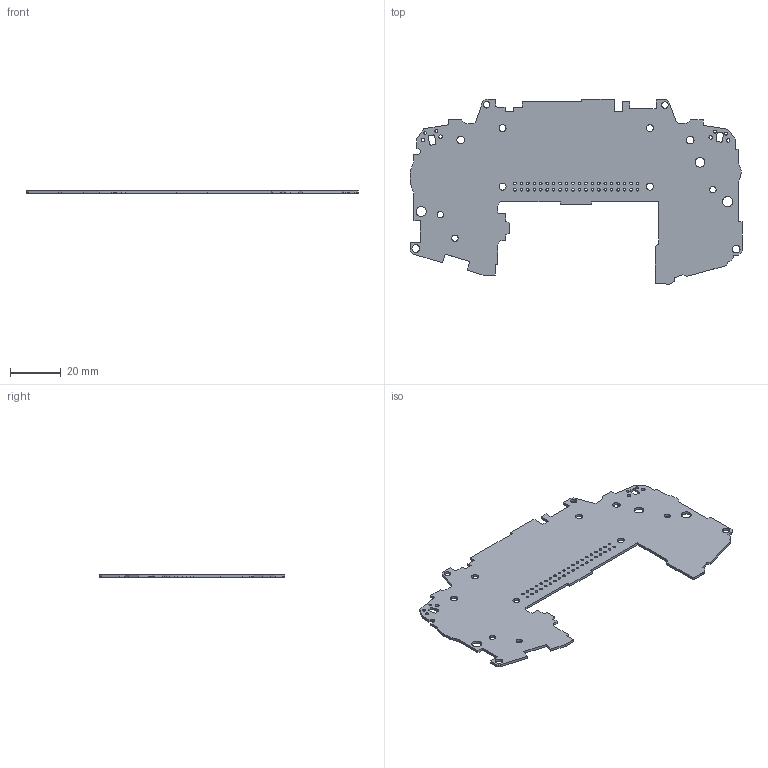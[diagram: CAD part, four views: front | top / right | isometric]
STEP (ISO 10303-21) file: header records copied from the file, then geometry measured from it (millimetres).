
FILE_DESCRIPTION(('KiCad electronic assembly'),'2;1');
FILE_NAME('GBA_EMU.step','2019-04-10T21:07:21',('An Author'),( 'A Company'),'Open CASCADE STEP processor 6.9', 'KiCad to STEP converter','Unknown');
FILE_SCHEMA(('AUTOMOTIVE_DESIGN { 1 0 10303 214 1 1 1 1 }'));
Length unit declared in the file: millimetre
Products named in the file (2): Open CASCADE STEP translator 6.9 1; COMPOUND
Assembly tree (1 placements, depth 2):
  Open CASCADE STEP translator 6.9 1
    COMPOUND
Bounding box: 130.69 x 72.92 x 1 mm (x, y, z)
Volume: 6063.5 mm3; surface area: 12947 mm2
Topology: 1 solids, 1 shells, 232 faces, 690 edges, 460 vertices
Faces by surface type: plane 156, cylinder 76
Full cylindrical faces by diameter (mm): 1 x40, 1.1 x4, 1.4 x4, 2.5 x3, 2.54 x2, 2.75 x4, 3 x4, 3.8 x1, 4 x2
Entity records: 17503 total; most frequent: CARTESIAN_POINT 3676, DIRECTION 2538, LINE 1766, VECTOR 1766, ORIENTED_EDGE 1380, PCURVE 1380, DEFINITIONAL_REPRESENTATION 1380, EDGE_CURVE 690
